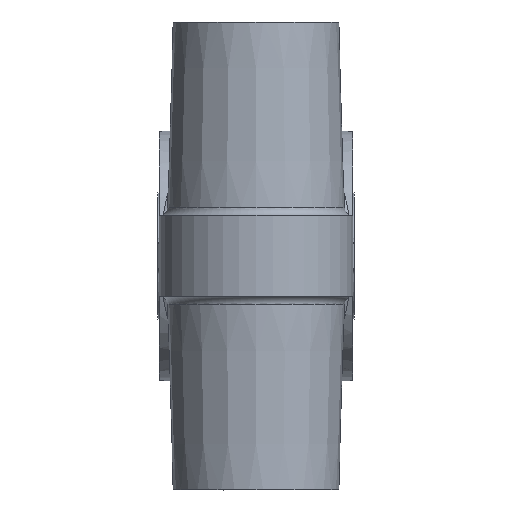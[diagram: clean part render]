
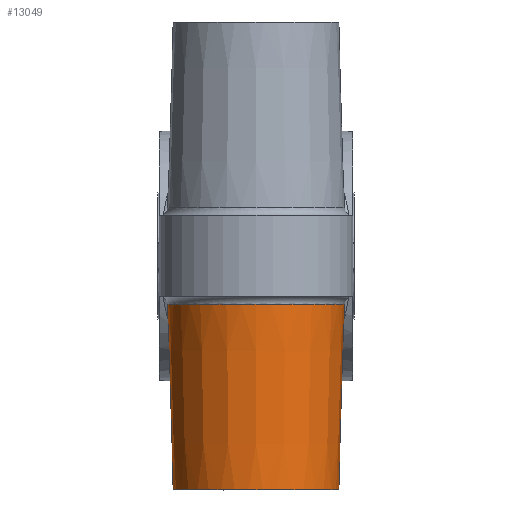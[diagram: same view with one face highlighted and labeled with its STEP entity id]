
A CAD part, left-side view. The second image highlights one B-rep face of the part: STEP entity #13049.
In plain terms, the highlighted conical face has half-angle 1.671 degrees and reference radius 5.318 mm.
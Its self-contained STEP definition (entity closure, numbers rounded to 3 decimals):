
#1034=CARTESIAN_POINT('',(-14.382,-2.279,-14.5));
#1036=CARTESIAN_POINT('',(-14.382,-2.279,-14.5));
#1037=CARTESIAN_POINT('',(-14.375,-2.319,
-13.675));
#1038=CARTESIAN_POINT('',(-14.362,-2.4,
-12.018));
#1039=CARTESIAN_POINT('',(-14.344,-2.523,
-9.514));
#1040=CARTESIAN_POINT('',(-14.334,-2.606,
-7.83));
#1041=CARTESIAN_POINT('',(-14.329,-2.647,
-6.986));
#1067=CARTESIAN_POINT('',(-19.,0.,-14.5));
#1068=DIRECTION('',(0.,0.,-1.));
#1069=DIRECTION('',(0.897,-0.442,0.));
#1070=AXIS2_PLACEMENT_3D('',#1067,#1068,#1069);
#1072=CARTESIAN_POINT('',(-14.329,2.647,
-6.986));
#1073=CARTESIAN_POINT('',(-14.393,2.764,
-6.941));
#1074=CARTESIAN_POINT('',(-14.53,2.99,
-6.845));
#1075=CARTESIAN_POINT('',(-14.753,3.307,
-6.674));
#1076=CARTESIAN_POINT('',(-14.993,3.602,
-6.476));
#1077=CARTESIAN_POINT('',(-15.245,3.874,
-6.249));
#1078=CARTESIAN_POINT('',(-15.509,4.123,
-5.988));
#1079=CARTESIAN_POINT('',(-15.781,4.349,
-5.693));
#1080=CARTESIAN_POINT('',(-16.058,4.553,
-5.357));
#1081=CARTESIAN_POINT('',(-16.338,4.734,
-4.978));
#1082=CARTESIAN_POINT('',(-16.615,4.893,
-4.551));
#1083=CARTESIAN_POINT('',(-16.883,5.029,
-4.075));
#1084=CARTESIAN_POINT('',(-17.134,5.143,
-3.553));
#1085=CARTESIAN_POINT('',(-17.281,5.204,
-3.179));
#1086=CARTESIAN_POINT('',(-17.35,5.232,
-2.985));
#1129=CARTESIAN_POINT('',(-14.382,2.279,-14.5));
#1159=CARTESIAN_POINT('',(-14.329,2.647,
-6.986));
#1160=CARTESIAN_POINT('',(-14.334,2.606,
-7.83));
#1161=CARTESIAN_POINT('',(-14.344,2.523,
-9.514));
#1162=CARTESIAN_POINT('',(-14.362,2.4,
-12.018));
#1163=CARTESIAN_POINT('',(-14.375,2.319,
-13.675));
#1164=CARTESIAN_POINT('',(-14.382,2.279,-14.5));
#1453=CARTESIAN_POINT('',(-17.35,-5.232,
-2.985));
#1454=CARTESIAN_POINT('',(-17.281,-5.204,
-3.179));
#1455=CARTESIAN_POINT('',(-17.134,-5.143,
-3.553));
#1456=CARTESIAN_POINT('',(-16.884,-5.029,
-4.075));
#1457=CARTESIAN_POINT('',(-16.615,-4.893,
-4.551));
#1458=CARTESIAN_POINT('',(-16.338,-4.734,
-4.978));
#1459=CARTESIAN_POINT('',(-16.058,-4.553,
-5.357));
#1460=CARTESIAN_POINT('',(-15.781,-4.349,
-5.692));
#1461=CARTESIAN_POINT('',(-15.509,-4.123,
-5.988));
#1462=CARTESIAN_POINT('',(-15.245,-3.874,
-6.249));
#1463=CARTESIAN_POINT('',(-14.993,-3.602,
-6.476));
#1464=CARTESIAN_POINT('',(-14.753,-3.307,
-6.674));
#1465=CARTESIAN_POINT('',(-14.53,-2.99,
-6.845));
#1466=CARTESIAN_POINT('',(-14.393,-2.764,
-6.941));
#1467=CARTESIAN_POINT('',(-14.329,-2.647,
-6.986));
#1517=CARTESIAN_POINT('',(-19.,0.,-2.985));
#1518=DIRECTION('',(0.,0.,1.));
#1519=DIRECTION('',(0.301,0.954,0.));
#1520=AXIS2_PLACEMENT_3D('',#1517,#1518,#1519);
#10919=VERTEX_POINT('',#1072);
#10920=VERTEX_POINT('',#1086);
#10923=CARTESIAN_POINT('',(-17.35,-5.232,
-2.985));
#10924=VERTEX_POINT('',#10923);
#10927=VERTEX_POINT('',#1467);
#10954=VERTEX_POINT('',#1129);
#10957=VERTEX_POINT('',#1034);
#13032=CARTESIAN_POINT('',(-19.,0.,-8.743));
#13033=DIRECTION('',(0.,0.,1.));
#13034=DIRECTION('',(-1.,0.,0.));
#13035=AXIS2_PLACEMENT_3D('',#13032,#13033,#13034);
#13036=CONICAL_SURFACE('',#13035,5.318,1.671);
#13038=ORIENTED_EDGE('',*,*,#13037,.T.);
#13040=ORIENTED_EDGE('',*,*,#13039,.T.);
#13042=ORIENTED_EDGE('',*,*,#13041,.T.);
#13043=ORIENTED_EDGE('',*,*,#12993,.F.);
#13044=ORIENTED_EDGE('',*,*,#13003,.T.);
#13046=ORIENTED_EDGE('',*,*,#13045,.F.);
#13047=EDGE_LOOP('',(#13038,#13040,#13042,#13043,#13044,#13046));
#13048=FACE_OUTER_BOUND('',#13047,.F.);
#13049=ADVANCED_FACE('',(#13048),#13036,.T.);
#1042=B_SPLINE_CURVE_WITH_KNOTS('',3,(#1036,#1037,#1038,#1039,#1040,#1041),
.UNSPECIFIED.,.F.,.F.,(4,1,1,4),(0.,0.333,0.667,1.),
.UNSPECIFIED.);
#1071=CIRCLE('',#1070,5.15);
#1087=B_SPLINE_CURVE_WITH_KNOTS('',3,(#1072,#1073,#1074,#1075,#1076,#1077,#1078,
#1079,#1080,#1081,#1082,#1083,#1084,#1085,#1086),.UNSPECIFIED.,.F.,.F.,(4,1,1,1,
1,1,1,1,1,1,1,1,4),(0.,0.083,0.167,0.25,
0.333,0.417,0.5,0.583,0.667,
0.75,0.833,0.917,1.),.UNSPECIFIED.);
#1165=B_SPLINE_CURVE_WITH_KNOTS('',3,(#1159,#1160,#1161,#1162,#1163,#1164),
.UNSPECIFIED.,.F.,.F.,(4,1,1,4),(0.,0.333,0.667,1.),
.UNSPECIFIED.);
#1468=B_SPLINE_CURVE_WITH_KNOTS('',3,(#1453,#1454,#1455,#1456,#1457,#1458,#1459,
#1460,#1461,#1462,#1463,#1464,#1465,#1466,#1467),.UNSPECIFIED.,.F.,.F.,(4,1,1,1,
1,1,1,1,1,1,1,1,4),(0.,0.083,0.167,0.25,
0.333,0.417,0.5,0.583,0.667,
0.75,0.833,0.917,1.),.UNSPECIFIED.);
#1521=CIRCLE('',#1520,5.486);
#12993=EDGE_CURVE('',#10957,#10927,#1042,.T.);
#13003=EDGE_CURVE('',#10957,#10954,#1071,.T.);
#13037=EDGE_CURVE('',#10919,#10920,#1087,.T.);
#13039=EDGE_CURVE('',#10920,#10924,#1521,.T.);
#13041=EDGE_CURVE('',#10924,#10927,#1468,.T.);
#13045=EDGE_CURVE('',#10919,#10954,#1165,.T.);
